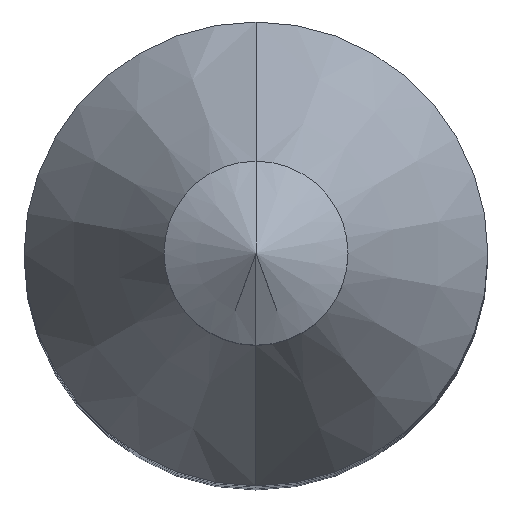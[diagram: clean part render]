
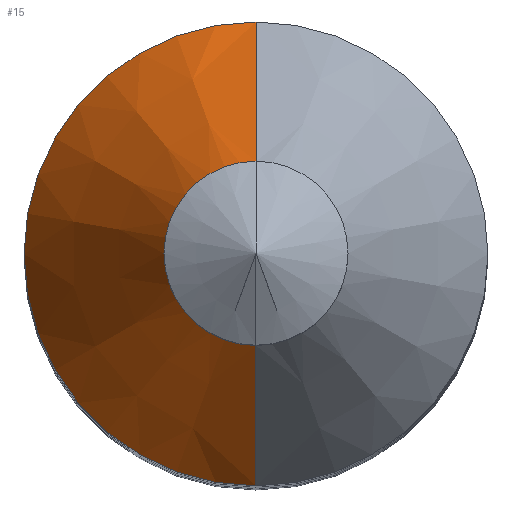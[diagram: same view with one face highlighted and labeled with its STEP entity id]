
A CAD part, top view. The second image highlights one B-rep face of the part: STEP entity #15.
In plain terms, the highlighted conical face has half-angle 30 degrees and reference radius 1.25 mm.
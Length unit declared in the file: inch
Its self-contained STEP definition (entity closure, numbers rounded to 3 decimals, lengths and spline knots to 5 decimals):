
#11 = AXIS2_PLACEMENT_3D ( 'NONE', #342, #17, #13 ) ;
#13 = DIRECTION ( 'NONE',  ( 0., -1., 0. ) ) ;
#15 = ADVANCED_FACE ( 'NONE', ( #78 ), #152, .T. ) ;
#17 = DIRECTION ( 'NONE',  ( 0., 0., -1. ) ) ;
#48 = CIRCLE ( 'NONE', #570, 0.124 ) ;
#78 = FACE_OUTER_BOUND ( 'NONE', #231, .T. ) ;
#79 = AXIS2_PLACEMENT_3D ( 'NONE', #178, #515, #669 ) ;
#103 = CARTESIAN_POINT ( 'NONE',  ( 0., 0.124, 0.63344 ) ) ;
#138 = VERTEX_POINT ( 'NONE', #514 ) ;
#152 = CONICAL_SURFACE ( 'NONE', #11, 0.0492, 0.524 ) ;
#178 = CARTESIAN_POINT ( 'NONE',  ( 0., 0., 0.763 ) ) ;
#216 = ORIENTED_EDGE ( 'NONE', *, *, #612, .T. ) ;
#217 = ORIENTED_EDGE ( 'NONE', *, *, #481, .T. ) ;
#231 = EDGE_LOOP ( 'NONE', ( #387, #217, #216, #596 ) ) ;
#238 = VERTEX_POINT ( 'NONE', #305 ) ;
#259 = VECTOR ( 'NONE', #559, 39.37008 ) ;
#286 = LINE ( 'NONE', #613, #259 ) ;
#305 = CARTESIAN_POINT ( 'NONE',  ( 0., -0.0492, 0.763 ) ) ;
#342 = CARTESIAN_POINT ( 'NONE',  ( 0., 0., 0.763 ) ) ;
#357 = CARTESIAN_POINT ( 'NONE',  ( 0., -0.0492, 0.763 ) ) ;
#385 = VERTEX_POINT ( 'NONE', #103 ) ;
#387 = ORIENTED_EDGE ( 'NONE', *, *, #451, .F. ) ;
#390 = DIRECTION ( 'NONE',  ( 0., 0., 1. ) ) ;
#404 = VECTOR ( 'NONE', #681, 39.37008 ) ;
#451 = EDGE_CURVE ( 'NONE', #138, #238, #698, .T. ) ;
#481 = EDGE_CURVE ( 'NONE', #138, #385, #286, .T. ) ;
#514 = CARTESIAN_POINT ( 'NONE',  ( 0., 0.0492, 0.763 ) ) ;
#515 = DIRECTION ( 'NONE',  ( 0., 0., 1. ) ) ;
#559 = DIRECTION ( 'NONE',  ( 0., 0.5, -0.866 ) ) ;
#570 = AXIS2_PLACEMENT_3D ( 'NONE', #660, #390, #608 ) ;
#581 = VERTEX_POINT ( 'NONE', #657 ) ;
#596 = ORIENTED_EDGE ( 'NONE', *, *, #673, .F. ) ;
#608 = DIRECTION ( 'NONE',  ( 0., -1., 0. ) ) ;
#612 = EDGE_CURVE ( 'NONE', #385, #581, #48, .T. ) ;
#613 = CARTESIAN_POINT ( 'NONE',  ( 0., 0.0492, 0.763 ) ) ;
#636 = LINE ( 'NONE', #357, #404 ) ;
#657 = CARTESIAN_POINT ( 'NONE',  ( 0., -0.124, 0.63344 ) ) ;
#660 = CARTESIAN_POINT ( 'NONE',  ( 0., 0., 0.63344 ) ) ;
#669 = DIRECTION ( 'NONE',  ( 0., -1., 0. ) ) ;
#673 = EDGE_CURVE ( 'NONE', #238, #581, #636, .T. ) ;
#681 = DIRECTION ( 'NONE',  ( 0., -0.5, -0.866 ) ) ;
#698 = CIRCLE ( 'NONE', #79, 0.0492 ) ;
